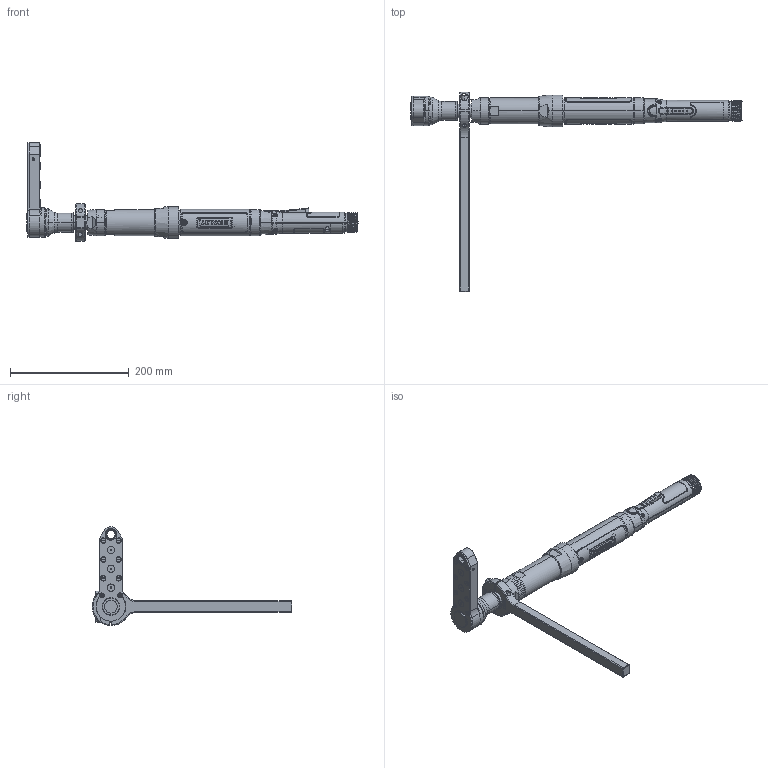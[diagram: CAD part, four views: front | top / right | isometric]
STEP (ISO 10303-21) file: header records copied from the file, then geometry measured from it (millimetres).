
FILE_DESCRIPTION((''),'2;1');
FILE_NAME('EB34LC298-49','2012-01-26T',('MAM0508'),(''),'PRO/ENGINEER BY PARAMETRIC TECHNOLOGY CORPORATION, 2010430','PRO/ENGINEER BY PARAMETRIC TECHNOLOGY CORPORATION, 2010430','');
FILE_SCHEMA(('CONFIG_CONTROL_DESIGN'));
Length unit declared in the file: inch
Products named in the file (1): EB34LC298-49
Bounding box: 559.1 x 336.55 x 166.49 mm (x, y, z)
Surface area: 194012.9 mm2 (no closed solid volume)
Topology: 0 solids, 257 shells, 827 faces, 4358 edges, 3721 vertices
Faces by surface type: cylinder 292, plane 182, bspline 154, cone 117, torus 63, extrusion 18, sphere 1
Entity records: 67619 total; most frequent: CARTESIAN_POINT 37734, ORIENTED_EDGE 5353, DIRECTION 5141, EDGE_CURVE 4354, VERTEX_POINT 3721, AXIS2_PLACEMENT_3D 1831, B_SPLINE_CURVE_WITH_KNOTS 1735, VECTOR 1479
